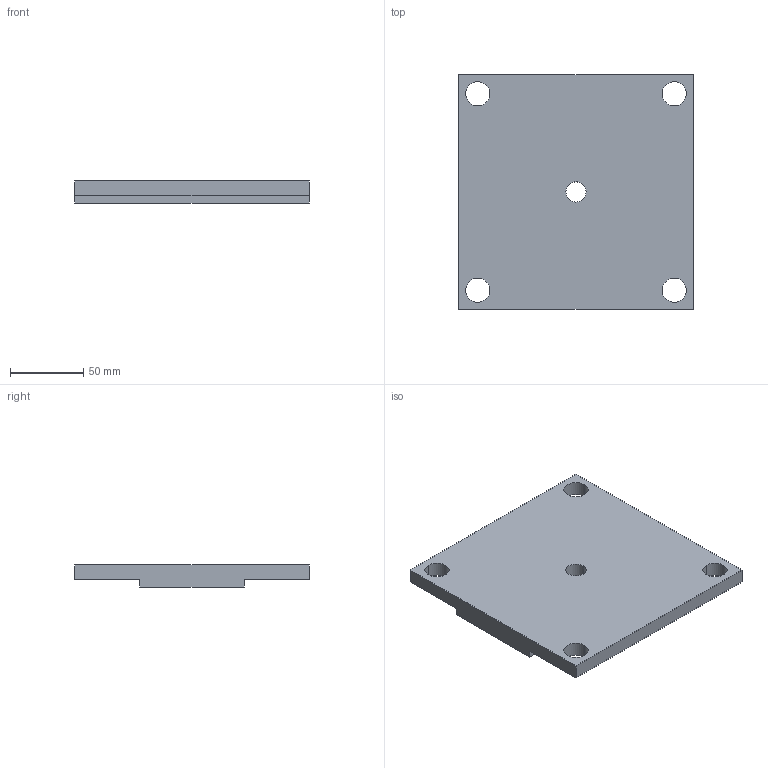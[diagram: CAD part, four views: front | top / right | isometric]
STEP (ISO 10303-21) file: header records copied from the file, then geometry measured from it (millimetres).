
FILE_DESCRIPTION(('CATIA V5 STEP Exchange'),'2;1');
FILE_NAME('SiegeDouche_MachoireSup.stp','2021-05-12T16:25:31+00:00',('none'),('none'),'CATIA Version 5-6 Release 2017 SP5','CATIA V5 STEP AP203','none');
FILE_SCHEMA(('CONFIG_CONTROL_DESIGN'));
Length unit declared in the file: millimetre
Products named in the file (1): SiegeDouche_MachoireSup
Bounding box: 160 x 160 x 15 mm (x, y, z)
Volume: 301992.1 mm3; surface area: 60624.2 mm2
Topology: 1 solids, 1 shells, 20 faces, 54 edges, 36 vertices
Faces by surface type: cylinder 10, plane 10
Entity records: 649 total; most frequent: ORIENTED_EDGE 108, CARTESIAN_POINT 105, DIRECTION 82, EDGE_CURVE 54, VERTEX_POINT 36, AXIS2_PLACEMENT_3D 35, VECTOR 34, LINE 34
